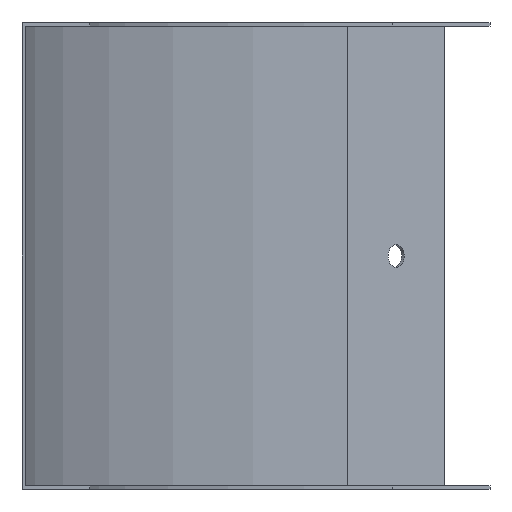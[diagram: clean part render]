
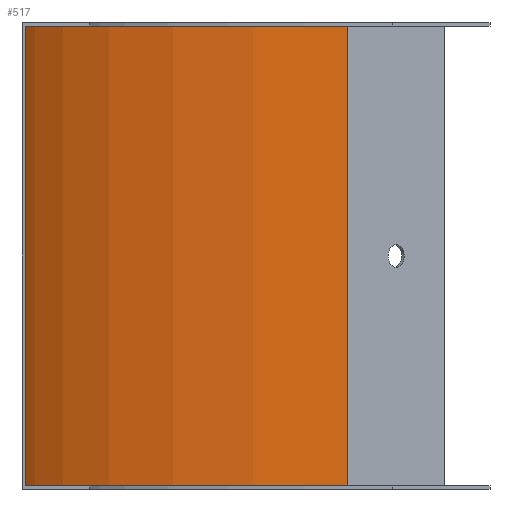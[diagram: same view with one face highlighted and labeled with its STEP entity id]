
A CAD part, front view. The second image highlights one B-rep face of the part: STEP entity #517.
In plain terms, the highlighted cylindrical face has radius 240 mm (diameter 480 mm), a partial arc.
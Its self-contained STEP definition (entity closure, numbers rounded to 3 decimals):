
#44 = VECTOR ( 'NONE', #635, 1000. ) ;
#46 = LINE ( 'NONE', #630, #44 ) ;
#49 = CIRCLE ( 'NONE', #426, 240. ) ;
#52 = CIRCLE ( 'NONE', #427, 240. ) ;
#65 = ORIENTED_EDGE ( 'NONE', *, *, #440, .F. ) ;
#89 = EDGE_LOOP ( 'NONE', ( #352, #350, #351, #65 ) ) ;
#106 = VERTEX_POINT ( 'NONE', #627 ) ;
#109 = VERTEX_POINT ( 'NONE', #649 ) ;
#122 = VERTEX_POINT ( 'NONE', #692 ) ;
#131 = VERTEX_POINT ( 'NONE', #704 ) ;
#179 = CARTESIAN_POINT ( 'NONE',  ( 70.294, 199.753, -101.2 ) ) ;
#225 = CARTESIAN_POINT ( 'NONE',  ( 240., 30.048, -101.2 ) ) ;
#233 = DIRECTION ( 'NONE',  ( 0., 0., 1. ) ) ;
#303 = DIRECTION ( 'NONE',  ( 1., 0., 0. ) ) ;
#309 = DIRECTION ( 'NONE',  ( 0., 0., 1. ) ) ;
#350 = ORIENTED_EDGE ( 'NONE', *, *, #475, .T. ) ;
#351 = ORIENTED_EDGE ( 'NONE', *, *, #437, .T. ) ;
#352 = ORIENTED_EDGE ( 'NONE', *, *, #439, .F. ) ;
#426 = AXIS2_PLACEMENT_3D ( 'NONE', #701, #679, #681 ) ;
#427 = AXIS2_PLACEMENT_3D ( 'NONE', #645, #650, #629 ) ;
#437 = EDGE_CURVE ( 'NONE', #122, #131, #52, .T. ) ;
#439 = EDGE_CURVE ( 'NONE', #109, #106, #49, .T. ) ;
#440 = EDGE_CURVE ( 'NONE', #106, #131, #46, .T. ) ;
#475 = EDGE_CURVE ( 'NONE', #109, #122, #547, .T. ) ;
#504 = AXIS2_PLACEMENT_3D ( 'NONE', #225, #309, #303 ) ;
#517 = ADVANCED_FACE ( 'NONE', ( #606 ), #590, .F. ) ;
#547 = LINE ( 'NONE', #179, #613 ) ;
#590 = CYLINDRICAL_SURFACE ( 'NONE', #504, 240. ) ;
#606 = FACE_OUTER_BOUND ( 'NONE', #89, .T. ) ;
#613 = VECTOR ( 'NONE', #233, 1000. ) ;
#627 = CARTESIAN_POINT ( 'NONE',  ( 0., 30.048, -100.4 ) ) ;
#629 = DIRECTION ( 'NONE',  ( -1., 0., 0. ) ) ;
#630 = CARTESIAN_POINT ( 'NONE',  ( 0., 30.048, -101.2 ) ) ;
#635 = DIRECTION ( 'NONE',  ( 0., 0., 1. ) ) ;
#645 = CARTESIAN_POINT ( 'NONE',  ( 240., 30.048, 0. ) ) ;
#649 = CARTESIAN_POINT ( 'NONE',  ( 70.294, 199.753, -100.4 ) ) ;
#650 = DIRECTION ( 'NONE',  ( 0., 0., 1. ) ) ;
#679 = DIRECTION ( 'NONE',  ( 0., 0., 1. ) ) ;
#681 = DIRECTION ( 'NONE',  ( -1., 0., 0. ) ) ;
#692 = CARTESIAN_POINT ( 'NONE',  ( 70.294, 199.753, 0. ) ) ;
#701 = CARTESIAN_POINT ( 'NONE',  ( 240., 30.048, -100.4 ) ) ;
#704 = CARTESIAN_POINT ( 'NONE',  ( 0., 30.048, 0. ) ) ;
